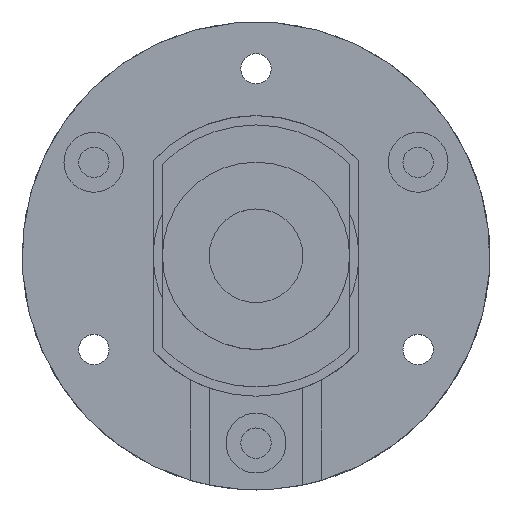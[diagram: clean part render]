
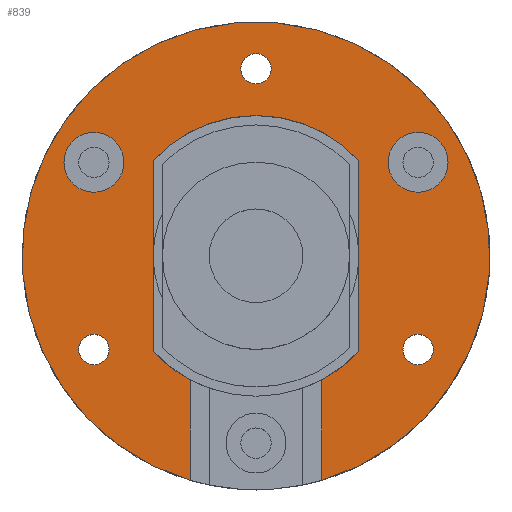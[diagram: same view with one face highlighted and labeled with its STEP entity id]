
A CAD part, top view. The second image highlights one B-rep face of the part: STEP entity #839.
In plain terms, the highlighted planar face has unit normal (0, 0, 1).
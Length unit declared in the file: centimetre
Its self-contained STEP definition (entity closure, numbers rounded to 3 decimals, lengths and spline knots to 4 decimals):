
#30=LINE('',#1328,#64);
#41=LINE('',#1366,#75);
#49=LINE('',#1395,#83);
#52=LINE('',#1403,#86);
#64=VECTOR('',#1069,1.);
#75=VECTOR('',#1106,1.);
#83=VECTOR('',#1134,1.);
#86=VECTOR('',#1143,1.);
#123=PLANE('',#939);
#172=FACE_BOUND('',#314,.T.);
#173=FACE_BOUND('',#315,.T.);
#174=FACE_BOUND('',#316,.T.);
#175=FACE_BOUND('',#317,.T.);
#176=FACE_BOUND('',#318,.T.);
#224=FACE_OUTER_BOUND('',#313,.T.);
#313=EDGE_LOOP('',(#710,#711,#712,#713,#714,#715,#716,#717));
#314=EDGE_LOOP('',(#718));
#315=EDGE_LOOP('',(#719));
#316=EDGE_LOOP('',(#720));
#317=EDGE_LOOP('',(#721));
#318=EDGE_LOOP('',(#722));
#372=CIRCLE('',#897,0.1029);
#374=CIRCLE('',#900,0.1029);
#376=CIRCLE('',#903,0.1029);
#382=CIRCLE('',#913,1.5875);
#391=CIRCLE('',#929,0.9525);
#392=CIRCLE('',#932,0.9525);
#393=CIRCLE('',#933,0.9525);
#394=CIRCLE('',#935,0.2032);
#395=CIRCLE('',#937,0.2032);
#434=VERTEX_POINT('',#1313);
#436=VERTEX_POINT('',#1318);
#438=VERTEX_POINT('',#1323);
#439=VERTEX_POINT('',#1326);
#440=VERTEX_POINT('',#1327);
#451=VERTEX_POINT('',#1355);
#454=VERTEX_POINT('',#1365);
#464=VERTEX_POINT('',#1392);
#465=VERTEX_POINT('',#1394);
#466=VERTEX_POINT('',#1398);
#467=VERTEX_POINT('',#1402);
#468=VERTEX_POINT('',#1409);
#469=VERTEX_POINT('',#1412);
#512=EDGE_CURVE('',#434,#434,#372,.T.);
#514=EDGE_CURVE('',#436,#436,#374,.T.);
#516=EDGE_CURVE('',#438,#438,#376,.T.);
#517=EDGE_CURVE('',#439,#440,#30,.T.);
#532=EDGE_CURVE('',#440,#451,#382,.T.);
#536=EDGE_CURVE('',#451,#454,#41,.T.);
#550=EDGE_CURVE('',#465,#464,#49,.T.);
#552=EDGE_CURVE('',#466,#465,#391,.T.);
#554=EDGE_CURVE('',#467,#466,#52,.T.);
#556=EDGE_CURVE('',#464,#439,#392,.T.);
#557=EDGE_CURVE('',#454,#467,#393,.T.);
#558=EDGE_CURVE('',#468,#468,#394,.T.);
#559=EDGE_CURVE('',#469,#469,#395,.T.);
#710=ORIENTED_EDGE('',*,*,#517,.T.);
#711=ORIENTED_EDGE('',*,*,#532,.T.);
#712=ORIENTED_EDGE('',*,*,#536,.T.);
#713=ORIENTED_EDGE('',*,*,#557,.T.);
#714=ORIENTED_EDGE('',*,*,#554,.T.);
#715=ORIENTED_EDGE('',*,*,#552,.T.);
#716=ORIENTED_EDGE('',*,*,#550,.T.);
#717=ORIENTED_EDGE('',*,*,#556,.T.);
#718=ORIENTED_EDGE('',*,*,#512,.T.);
#719=ORIENTED_EDGE('',*,*,#514,.T.);
#720=ORIENTED_EDGE('',*,*,#516,.T.);
#721=ORIENTED_EDGE('',*,*,#559,.T.);
#722=ORIENTED_EDGE('',*,*,#558,.T.);
#839=ADVANCED_FACE('',(#224,#172,#173,#174,#175,#176),#123,.T.);
#897=AXIS2_PLACEMENT_3D('',#1314,#1053,#1054);
#900=AXIS2_PLACEMENT_3D('',#1319,#1059,#1060);
#903=AXIS2_PLACEMENT_3D('',#1324,#1065,#1066);
#913=AXIS2_PLACEMENT_3D('',#1357,#1095,#1096);
#929=AXIS2_PLACEMENT_3D('',#1399,#1138,#1139);
#932=AXIS2_PLACEMENT_3D('',#1406,#1147,#1148);
#933=AXIS2_PLACEMENT_3D('',#1407,#1149,#1150);
#935=AXIS2_PLACEMENT_3D('',#1410,#1153,#1154);
#937=AXIS2_PLACEMENT_3D('',#1413,#1157,#1158);
#939=AXIS2_PLACEMENT_3D('',#1415,#1161,#1162);
#1053=DIRECTION('center_axis',(0.,0.,-1.));
#1054=DIRECTION('ref_axis',(1.,0.,0.));
#1059=DIRECTION('center_axis',(0.,0.,-1.));
#1060=DIRECTION('ref_axis',(1.,0.,0.));
#1065=DIRECTION('center_axis',(0.,0.,-1.));
#1066=DIRECTION('ref_axis',(1.,0.,0.));
#1069=DIRECTION('',(0.,-1.,0.));
#1095=DIRECTION('center_axis',(0.,0.,1.));
#1096=DIRECTION('ref_axis',(1.,0.,0.));
#1106=DIRECTION('',(0.,1.,0.));
#1134=DIRECTION('',(0.,-1.,0.));
#1138=DIRECTION('center_axis',(0.,0.,-1.));
#1139=DIRECTION('ref_axis',(1.,0.,0.));
#1143=DIRECTION('',(0.,1.,0.));
#1147=DIRECTION('center_axis',(0.,0.,-1.));
#1148=DIRECTION('ref_axis',(1.,0.,0.));
#1149=DIRECTION('center_axis',(0.,0.,-1.));
#1150=DIRECTION('ref_axis',(1.,0.,0.));
#1153=DIRECTION('center_axis',(0.,0.,-1.));
#1154=DIRECTION('ref_axis',(1.,0.,0.));
#1157=DIRECTION('center_axis',(0.,0.,-1.));
#1158=DIRECTION('ref_axis',(1.,0.,0.));
#1161=DIRECTION('center_axis',(0.,0.,1.));
#1162=DIRECTION('ref_axis',(1.,0.,0.));
#1313=CARTESIAN_POINT('',(0.997,-0.635,0.5334));
#1314=CARTESIAN_POINT('Origin',(1.0999,-0.635,0.5334));
#1318=CARTESIAN_POINT('',(-0.1029,1.27,0.5334));
#1319=CARTESIAN_POINT('Origin',(0.,1.27,0.5334));
#1323=CARTESIAN_POINT('',(-1.2027,-0.635,0.5334));
#1324=CARTESIAN_POINT('Origin',(-1.0999,-0.635,0.5334));
#1326=CARTESIAN_POINT('',(0.4445,-0.8424,0.5334));
#1327=CARTESIAN_POINT('',(0.4445,-1.524,0.5334));
#1328=CARTESIAN_POINT('',(0.4445,-0.762,0.5334));
#1355=CARTESIAN_POINT('',(-0.4445,-1.524,0.5334));
#1357=CARTESIAN_POINT('Origin',(0.,0.,0.5334));
#1365=CARTESIAN_POINT('',(-0.4445,-0.8424,0.5334));
#1366=CARTESIAN_POINT('',(-0.4445,-0.4212,0.5334));
#1392=CARTESIAN_POINT('',(0.6985,-0.6476,0.5334));
#1394=CARTESIAN_POINT('',(0.6985,0.6476,0.5334));
#1395=CARTESIAN_POINT('',(0.6985,0.6476,0.5334));
#1398=CARTESIAN_POINT('',(-0.6985,0.6476,0.5334));
#1399=CARTESIAN_POINT('Origin',(0.,0.,0.5334));
#1402=CARTESIAN_POINT('',(-0.6985,-0.6476,0.5334));
#1403=CARTESIAN_POINT('',(-0.6985,-0.6476,0.5334));
#1406=CARTESIAN_POINT('Origin',(0.,0.,0.5334));
#1407=CARTESIAN_POINT('Origin',(0.,0.,0.5334));
#1409=CARTESIAN_POINT('',(0.8967,0.635,0.5334));
#1410=CARTESIAN_POINT('Origin',(1.0999,0.635,0.5334));
#1412=CARTESIAN_POINT('',(-1.3031,0.635,0.5334));
#1413=CARTESIAN_POINT('Origin',(-1.0999,0.635,0.5334));
#1415=CARTESIAN_POINT('Origin',(0.,0.,0.5334));
